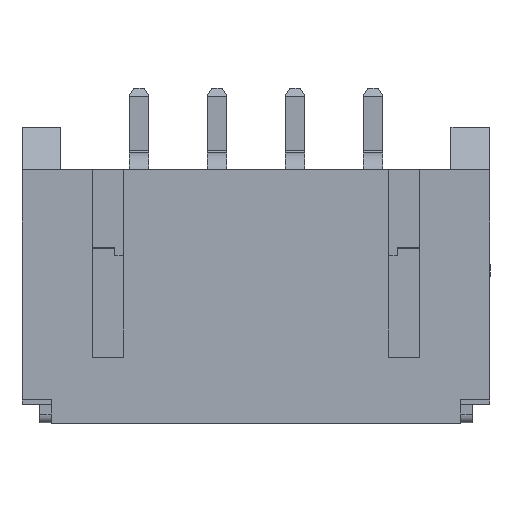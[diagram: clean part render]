
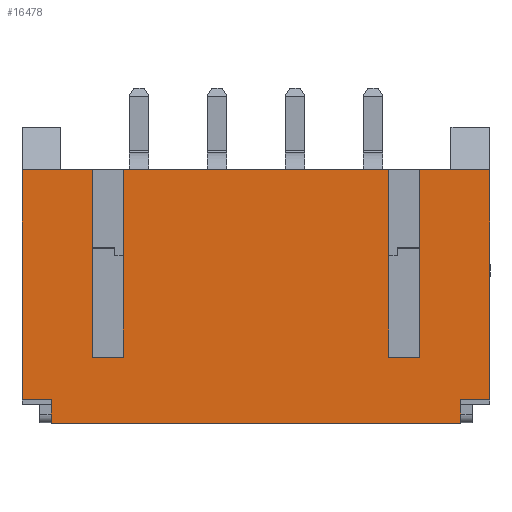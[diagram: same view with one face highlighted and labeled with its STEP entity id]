
A CAD part, top view. The second image highlights one B-rep face of the part: STEP entity #16478.
In plain terms, the highlighted planar face has unit normal (0, 0, 1).
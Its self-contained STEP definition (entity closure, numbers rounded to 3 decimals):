
#115 = EDGE_CURVE ( 'NONE', #6240, #3651, #12116, .T. ) ;
#709 = ORIENTED_EDGE ( 'NONE', *, *, #115, .F. ) ;
#1143 = EDGE_CURVE ( 'NONE', #6836, #1495, #14895, .T. ) ;
#1145 = EDGE_CURVE ( 'NONE', #19279, #15379, #6806, .T. ) ;
#1389 = VERTEX_POINT ( 'NONE', #2894 ) ;
#1450 = LINE ( 'NONE', #17669, #4987 ) ;
#1495 = VERTEX_POINT ( 'NONE', #11649 ) ;
#1524 = LINE ( 'NONE', #21359, #25104 ) ;
#1572 = VECTOR ( 'NONE', #11665, 1000. ) ;
#1821 = CARTESIAN_POINT ( 'NONE',  ( -6., -4.8, 5.5 ) ) ;
#1970 = CARTESIAN_POINT ( 'NONE',  ( 3.4, 1.7, 5.5 ) ) ;
#2057 = VECTOR ( 'NONE', #22820, 1000. ) ;
#2185 = VERTEX_POINT ( 'NONE', #6113 ) ;
#2314 = ORIENTED_EDGE ( 'NONE', *, *, #1145, .F. ) ;
#2397 = VECTOR ( 'NONE', #3309, 1000. ) ;
#2403 = EDGE_CURVE ( 'NONE', #10509, #6836, #1450, .T. ) ;
#2505 = EDGE_CURVE ( 'NONE', #2185, #11739, #1524, .T. ) ;
#2855 = CARTESIAN_POINT ( 'NONE',  ( -5.25, -4.8, 5.5 ) ) ;
#2894 = CARTESIAN_POINT ( 'NONE',  ( 6., 1.7, 5.5 ) ) ;
#2898 = CARTESIAN_POINT ( 'NONE',  ( 3.4, -3.1, 5.5 ) ) ;
#3037 = CARTESIAN_POINT ( 'NONE',  ( 5.25, -4.8, 5.5 ) ) ;
#3177 = LINE ( 'NONE', #3037, #17602 ) ;
#3309 = DIRECTION ( 'NONE',  ( 0., 1., 0. ) ) ;
#3411 = ORIENTED_EDGE ( 'NONE', *, *, #21886, .F. ) ;
#3651 = VERTEX_POINT ( 'NONE', #1970 ) ;
#3850 = CARTESIAN_POINT ( 'NONE',  ( 5.25, -4.19, 5.5 ) ) ;
#3903 = CARTESIAN_POINT ( 'NONE',  ( -6., -4.19, 5.5 ) ) ;
#3967 = VECTOR ( 'NONE', #13723, 1000. ) ;
#4041 = EDGE_CURVE ( 'NONE', #10766, #9679, #5565, .T. ) ;
#4221 = DIRECTION ( 'NONE',  ( 0., -1., 0. ) ) ;
#4987 = VECTOR ( 'NONE', #18564, 1000. ) ;
#5226 = CARTESIAN_POINT ( 'NONE',  ( -3.4, -3.1, 5.5 ) ) ;
#5266 = EDGE_CURVE ( 'NONE', #9679, #1389, #26335, .T. ) ;
#5458 = CARTESIAN_POINT ( 'NONE',  ( 4.2, 1.7, 5.5 ) ) ;
#5503 = ORIENTED_EDGE ( 'NONE', *, *, #11431, .T. ) ;
#5565 = LINE ( 'NONE', #5458, #16206 ) ;
#5596 = LINE ( 'NONE', #21866, #19386 ) ;
#6113 = CARTESIAN_POINT ( 'NONE',  ( -5.25, -4.8, 5.5 ) ) ;
#6170 = VECTOR ( 'NONE', #13090, 1000. ) ;
#6225 = CARTESIAN_POINT ( 'NONE',  ( 4.2, -3.1, 5.5 ) ) ;
#6240 = VERTEX_POINT ( 'NONE', #10008 ) ;
#6806 = LINE ( 'NONE', #18762, #19571 ) ;
#6836 = VERTEX_POINT ( 'NONE', #9938 ) ;
#7619 = EDGE_CURVE ( 'NONE', #10509, #15379, #14068, .T. ) ;
#8374 = VERTEX_POINT ( 'NONE', #2898 ) ;
#8583 = EDGE_LOOP ( 'NONE', ( #17442, #9063, #23056, #709, #13712, #25747, #20517, #12980, #17376, #2314, #25655, #16553, #3411, #18548, #5503, #18558 ) ) ;
#8705 = VECTOR ( 'NONE', #22598, 1000. ) ;
#9063 = ORIENTED_EDGE ( 'NONE', *, *, #21994, .F. ) ;
#9114 = EDGE_CURVE ( 'NONE', #1495, #25971, #13869, .T. ) ;
#9512 = DIRECTION ( 'NONE',  ( 1., 0., 0. ) ) ;
#9679 = VERTEX_POINT ( 'NONE', #21642 ) ;
#9806 = VECTOR ( 'NONE', #16508, 1000. ) ;
#9938 = CARTESIAN_POINT ( 'NONE',  ( -4.2, 1.7, 5.5 ) ) ;
#9939 = CARTESIAN_POINT ( 'NONE',  ( 5.25, -4.19, 5.5 ) ) ;
#10008 = CARTESIAN_POINT ( 'NONE',  ( -3.4, 1.7, 5.5 ) ) ;
#10509 = VERTEX_POINT ( 'NONE', #24565 ) ;
#10766 = VERTEX_POINT ( 'NONE', #18720 ) ;
#11431 = EDGE_CURVE ( 'NONE', #23473, #1389, #21550, .T. ) ;
#11536 = EDGE_CURVE ( 'NONE', #14485, #23473, #12076, .T. ) ;
#11649 = CARTESIAN_POINT ( 'NONE',  ( -4.2, -3.1, 5.5 ) ) ;
#11665 = DIRECTION ( 'NONE',  ( 1., 0., 0. ) ) ;
#11737 = CARTESIAN_POINT ( 'NONE',  ( -4.2, -3.1, 5.5 ) ) ;
#11739 = VERTEX_POINT ( 'NONE', #19222 ) ;
#12076 = LINE ( 'NONE', #9939, #1572 ) ;
#12116 = LINE ( 'NONE', #18082, #16920 ) ;
#12980 = ORIENTED_EDGE ( 'NONE', *, *, #2403, .F. ) ;
#13090 = DIRECTION ( 'NONE',  ( 0., -1., 0. ) ) ;
#13712 = ORIENTED_EDGE ( 'NONE', *, *, #18714, .F. ) ;
#13723 = DIRECTION ( 'NONE',  ( 1., 0., 0. ) ) ;
#13869 = LINE ( 'NONE', #11737, #3967 ) ;
#14068 = LINE ( 'NONE', #1821, #22726 ) ;
#14204 = EDGE_CURVE ( 'NONE', #3651, #8374, #16921, .T. ) ;
#14259 = PLANE ( 'NONE',  #20949 ) ;
#14485 = VERTEX_POINT ( 'NONE', #3850 ) ;
#14779 = CARTESIAN_POINT ( 'NONE',  ( -4.2, 1.7, 5.5 ) ) ;
#14895 = LINE ( 'NONE', #14779, #9806 ) ;
#15379 = VERTEX_POINT ( 'NONE', #3903 ) ;
#16189 = EDGE_CURVE ( 'NONE', #19279, #2185, #23088, .T. ) ;
#16206 = VECTOR ( 'NONE', #21704, 1000. ) ;
#16478 = ADVANCED_FACE ( 'NONE', ( #23370 ), #14259, .T. ) ;
#16508 = DIRECTION ( 'NONE',  ( 0., -1., 0. ) ) ;
#16553 = ORIENTED_EDGE ( 'NONE', *, *, #2505, .T. ) ;
#16920 = VECTOR ( 'NONE', #22370, 1000. ) ;
#16921 = LINE ( 'NONE', #21317, #6170 ) ;
#17376 = ORIENTED_EDGE ( 'NONE', *, *, #7619, .T. ) ;
#17442 = ORIENTED_EDGE ( 'NONE', *, *, #4041, .F. ) ;
#17602 = VECTOR ( 'NONE', #23555, 1000. ) ;
#17669 = CARTESIAN_POINT ( 'NONE',  ( -6., 1.7, 5.5 ) ) ;
#18082 = CARTESIAN_POINT ( 'NONE',  ( -6., 1.7, 5.5 ) ) ;
#18548 = ORIENTED_EDGE ( 'NONE', *, *, #11536, .T. ) ;
#18558 = ORIENTED_EDGE ( 'NONE', *, *, #5266, .F. ) ;
#18564 = DIRECTION ( 'NONE',  ( 1., 0., 0. ) ) ;
#18714 = EDGE_CURVE ( 'NONE', #25971, #6240, #5596, .T. ) ;
#18720 = CARTESIAN_POINT ( 'NONE',  ( 4.2, -3.1, 5.5 ) ) ;
#18762 = CARTESIAN_POINT ( 'NONE',  ( -5.25, -4.19, 5.5 ) ) ;
#19222 = CARTESIAN_POINT ( 'NONE',  ( 5.25, -4.8, 5.5 ) ) ;
#19279 = VERTEX_POINT ( 'NONE', #21766 ) ;
#19386 = VECTOR ( 'NONE', #19863, 1000. ) ;
#19571 = VECTOR ( 'NONE', #25125, 1000. ) ;
#19863 = DIRECTION ( 'NONE',  ( 0., 1., 0. ) ) ;
#20517 = ORIENTED_EDGE ( 'NONE', *, *, #1143, .F. ) ;
#20527 = VECTOR ( 'NONE', #25145, 1000. ) ;
#20949 = AXIS2_PLACEMENT_3D ( 'NONE', #26044, #24426, #23889 ) ;
#21272 = CARTESIAN_POINT ( 'NONE',  ( 6., -4.8, 5.5 ) ) ;
#21317 = CARTESIAN_POINT ( 'NONE',  ( 3.4, 1.7, 5.5 ) ) ;
#21359 = CARTESIAN_POINT ( 'NONE',  ( 6., -4.8, 5.5 ) ) ;
#21550 = LINE ( 'NONE', #21272, #2397 ) ;
#21642 = CARTESIAN_POINT ( 'NONE',  ( 4.2, 1.7, 5.5 ) ) ;
#21704 = DIRECTION ( 'NONE',  ( 0., 1., 0. ) ) ;
#21766 = CARTESIAN_POINT ( 'NONE',  ( -5.25, -4.19, 5.5 ) ) ;
#21866 = CARTESIAN_POINT ( 'NONE',  ( -3.4, 1.7, 5.5 ) ) ;
#21886 = EDGE_CURVE ( 'NONE', #14485, #11739, #3177, .T. ) ;
#21994 = EDGE_CURVE ( 'NONE', #8374, #10766, #24506, .T. ) ;
#22176 = CARTESIAN_POINT ( 'NONE',  ( 6., -4.19, 5.5 ) ) ;
#22370 = DIRECTION ( 'NONE',  ( 1., 0., 0. ) ) ;
#22598 = DIRECTION ( 'NONE',  ( 1., 0., 0. ) ) ;
#22726 = VECTOR ( 'NONE', #4221, 1000. ) ;
#22820 = DIRECTION ( 'NONE',  ( 1., 0., 0. ) ) ;
#23056 = ORIENTED_EDGE ( 'NONE', *, *, #14204, .F. ) ;
#23088 = LINE ( 'NONE', #2855, #20527 ) ;
#23370 = FACE_OUTER_BOUND ( 'NONE', #8583, .T. ) ;
#23473 = VERTEX_POINT ( 'NONE', #22176 ) ;
#23555 = DIRECTION ( 'NONE',  ( 0., -1., 0. ) ) ;
#23889 = DIRECTION ( 'NONE',  ( -1., 0., 0. ) ) ;
#24426 = DIRECTION ( 'NONE',  ( 0., 0., 1. ) ) ;
#24506 = LINE ( 'NONE', #6225, #8705 ) ;
#24565 = CARTESIAN_POINT ( 'NONE',  ( -6., 1.7, 5.5 ) ) ;
#24852 = CARTESIAN_POINT ( 'NONE',  ( -6., 1.7, 5.5 ) ) ;
#25104 = VECTOR ( 'NONE', #9512, 1000. ) ;
#25125 = DIRECTION ( 'NONE',  ( -1., 0., 0. ) ) ;
#25145 = DIRECTION ( 'NONE',  ( 0., -1., 0. ) ) ;
#25655 = ORIENTED_EDGE ( 'NONE', *, *, #16189, .T. ) ;
#25747 = ORIENTED_EDGE ( 'NONE', *, *, #9114, .F. ) ;
#25971 = VERTEX_POINT ( 'NONE', #5226 ) ;
#26044 = CARTESIAN_POINT ( 'NONE',  ( 0., -1., 5.5 ) ) ;
#26335 = LINE ( 'NONE', #24852, #2057 ) ;
